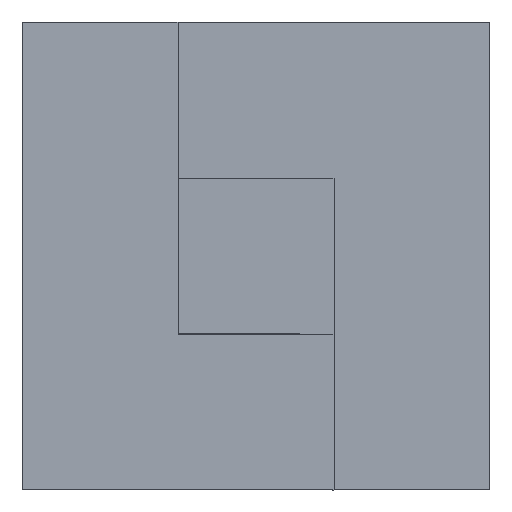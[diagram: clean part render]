
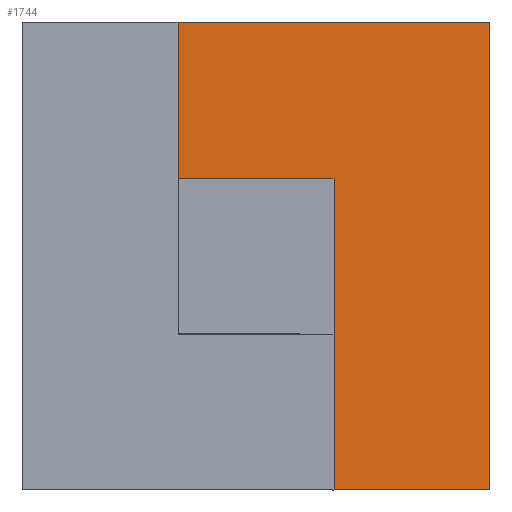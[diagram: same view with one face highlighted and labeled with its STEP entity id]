
A CAD part, front view. The second image highlights one B-rep face of the part: STEP entity #1744.
In plain terms, the highlighted face is planar.
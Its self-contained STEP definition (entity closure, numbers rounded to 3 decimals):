
#16 = CARTESIAN_POINT ( 'NONE',  ( 0., 60., 0. ) ) ;
#38 = DIRECTION ( 'NONE',  ( 0., 1., 0. ) ) ;
#39 = VERTEX_POINT ( 'NONE', #628 ) ;
#159 = ORIENTED_EDGE ( 'NONE', *, *, #712, .F. ) ;
#263 = EDGE_CURVE ( 'NONE', #1308, #39, #483, .T. ) ;
#279 = ORIENTED_EDGE ( 'NONE', *, *, #1181, .F. ) ;
#312 = EDGE_CURVE ( 'NONE', #467, #1041, #975, .T. ) ;
#346 = CARTESIAN_POINT ( 'NONE',  ( 0., 0., 0. ) ) ;
#364 = DIRECTION ( 'NONE',  ( 0., 0., 1. ) ) ;
#452 = EDGE_CURVE ( 'NONE', #1041, #636, #1720, .T. ) ;
#467 = VERTEX_POINT ( 'NONE', #16 ) ;
#483 = LINE ( 'NONE', #1861, #1955 ) ;
#528 = CARTESIAN_POINT ( 'NONE',  ( 90., 30., 0. ) ) ;
#580 = VECTOR ( 'NONE', #815, 1000. ) ;
#607 = ORIENTED_EDGE ( 'NONE', *, *, #1963, .F. ) ;
#628 = CARTESIAN_POINT ( 'NONE',  ( 30., 60., 0. ) ) ;
#636 = VERTEX_POINT ( 'NONE', #1616 ) ;
#664 = CARTESIAN_POINT ( 'NONE',  ( 0., 0., 0. ) ) ;
#673 = DIRECTION ( 'NONE',  ( 0., -1., 0. ) ) ;
#712 = EDGE_CURVE ( 'NONE', #1078, #1308, #1517, .T. ) ;
#741 = VECTOR ( 'NONE', #1354, 1000. ) ;
#798 = CARTESIAN_POINT ( 'NONE',  ( 0., 60., 0. ) ) ;
#815 = DIRECTION ( 'NONE',  ( 1., 0., 0. ) ) ;
#874 = CARTESIAN_POINT ( 'NONE',  ( 30., 30., 0. ) ) ;
#882 = CARTESIAN_POINT ( 'NONE',  ( 30., 60., 0. ) ) ;
#922 = DIRECTION ( 'NONE',  ( 0., 1., 0. ) ) ;
#939 = EDGE_LOOP ( 'NONE', ( #1394, #279, #1594, #159, #607, #976 ) ) ;
#975 = LINE ( 'NONE', #798, #1198 ) ;
#976 = ORIENTED_EDGE ( 'NONE', *, *, #452, .F. ) ;
#978 = PLANE ( 'NONE',  #1841 ) ;
#1041 = VERTEX_POINT ( 'NONE', #1294 ) ;
#1045 = CARTESIAN_POINT ( 'NONE',  ( 90., 30., 0. ) ) ;
#1078 = VERTEX_POINT ( 'NONE', #528 ) ;
#1108 = FACE_OUTER_BOUND ( 'NONE', #939, .T. ) ;
#1181 = EDGE_CURVE ( 'NONE', #39, #467, #1500, .T. ) ;
#1198 = VECTOR ( 'NONE', #673, 1000. ) ;
#1294 = CARTESIAN_POINT ( 'NONE',  ( 0., 0., 0. ) ) ;
#1308 = VERTEX_POINT ( 'NONE', #874 ) ;
#1354 = DIRECTION ( 'NONE',  ( -1., 0., 0. ) ) ;
#1394 = ORIENTED_EDGE ( 'NONE', *, *, #312, .F. ) ;
#1400 = CARTESIAN_POINT ( 'NONE',  ( 90., 0., 0. ) ) ;
#1421 = DIRECTION ( 'NONE',  ( 1., 0., 0. ) ) ;
#1500 = LINE ( 'NONE', #882, #741 ) ;
#1517 = LINE ( 'NONE', #1045, #1540 ) ;
#1540 = VECTOR ( 'NONE', #1995, 1000. ) ;
#1594 = ORIENTED_EDGE ( 'NONE', *, *, #263, .F. ) ;
#1616 = CARTESIAN_POINT ( 'NONE',  ( 90., 0., 0. ) ) ;
#1720 = LINE ( 'NONE', #346, #580 ) ;
#1744 = ADVANCED_FACE ( 'NONE', ( #1108 ), #978, .F. ) ;
#1841 = AXIS2_PLACEMENT_3D ( 'NONE', #664, #364, #1421 ) ;
#1861 = CARTESIAN_POINT ( 'NONE',  ( 30., 30., 0. ) ) ;
#1882 = VECTOR ( 'NONE', #922, 1000. ) ;
#1955 = VECTOR ( 'NONE', #38, 1000. ) ;
#1963 = EDGE_CURVE ( 'NONE', #636, #1078, #1990, .T. ) ;
#1990 = LINE ( 'NONE', #1400, #1882 ) ;
#1995 = DIRECTION ( 'NONE',  ( -1., 0., 0. ) ) ;
